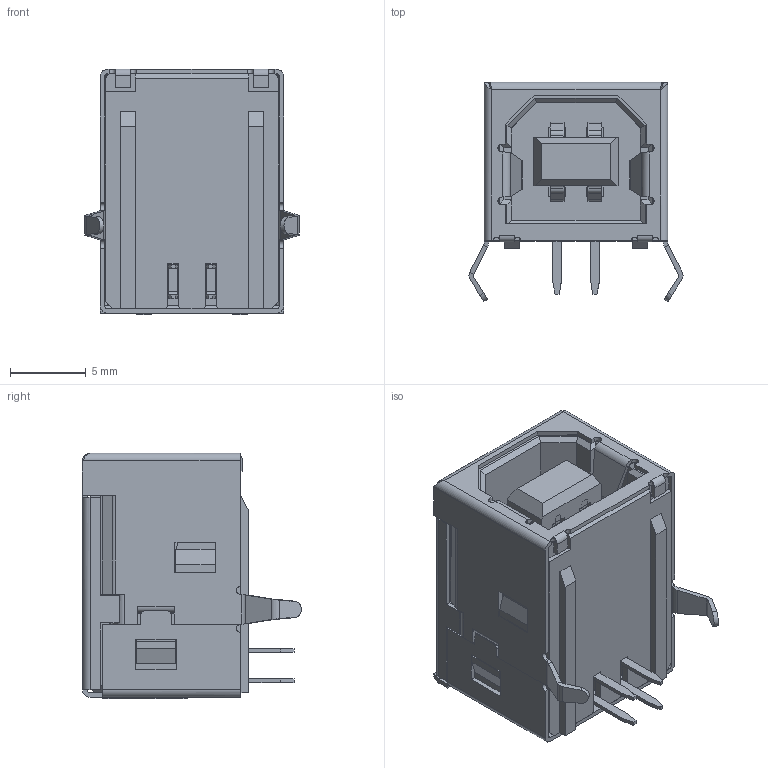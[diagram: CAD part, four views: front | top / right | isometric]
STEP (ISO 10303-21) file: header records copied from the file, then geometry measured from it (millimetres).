
FILE_DESCRIPTION(/* description */ ('STEP AP203'),/* implementation_level */ '2;1');
FILE_NAME(/* name */ 'USB1030-15-P-B-B',/* time_stamp */ '2023-04-16T23:20:16+02:00',/* author */ ('License CC BY-ND 4.0'),/* organization */ ('CADENAS'),/* preprocessor_version */ 'ST-DEVELOPER v19.3',/* originating_system */ 'PARTsolutions',/* authorisation */ ' ');
FILE_SCHEMA (('CONFIG_CONTROL_DESIGN'));
Length unit declared in the file: millimetre
Products named in the file (6): USB1030-15-P-B-B; USB1030-15-P-B-B_PART5; USB1030-15-P-B-B_PART4; USB1030-15-P-B-B_PART3; USB1030-15-P-B-B_PART2; USB1030-15-P-B-B_PART1
Assembly tree (7 placements, depth 2):
  USB1030-15-P-B-B
    USB1030-15-P-B-B_PART5
    USB1030-15-P-B-B_PART4  x2
    USB1030-15-P-B-B_PART3  x2
    USB1030-15-P-B-B_PART2
    USB1030-15-P-B-B_PART1
Bounding box: 14.11 x 14.45 x 16.2 mm (x, y, z)
Volume: 1178.5 mm3; surface area: 3393.1 mm2
Topology: 7 solids, 7 shells, 909 faces, 2505 edges, 1604 vertices
Faces by surface type: plane 637, cylinder 218, bspline 54
Entity records: 24215 total; most frequent: CARTESIAN_POINT 5376, ORIENTED_EDGE 4060, DIRECTION 3634, EDGE_CURVE 2030, LINE 1654, VECTOR 1654, VERTEX_POINT 1296, AXIS2_PLACEMENT_3D 990
